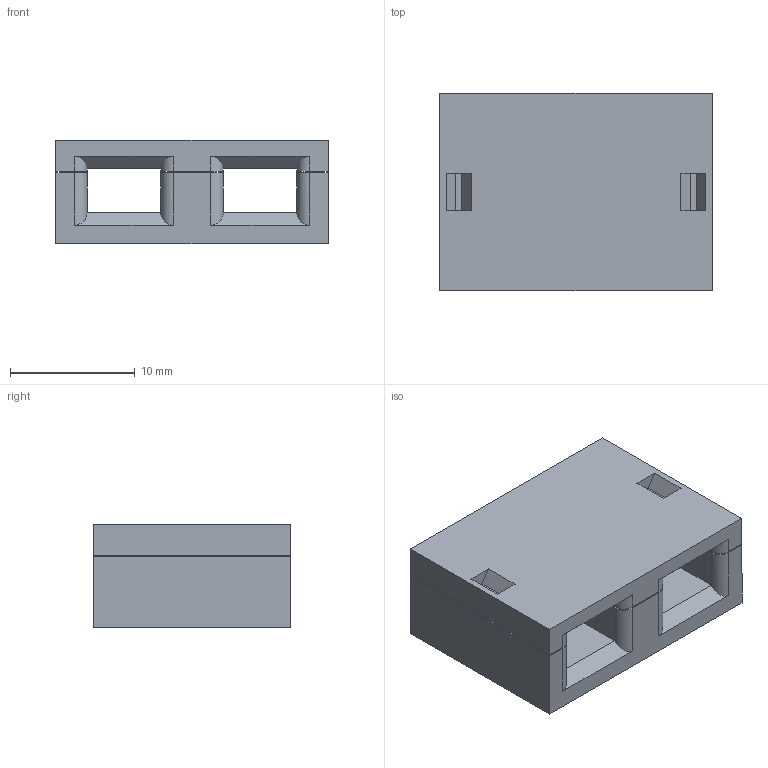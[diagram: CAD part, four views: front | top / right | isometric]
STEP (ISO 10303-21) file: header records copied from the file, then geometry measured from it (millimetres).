
FILE_DESCRIPTION(('Open CASCADE Model'),'2;1');
FILE_NAME('Open CASCADE Shape Model','2010-04-26T09:24:14',('Author'),( 'Open CASCADE'),'Open CASCADE STEP processor 6.3','Open CASCADE 6.3' ,'Unknown');
FILE_SCHEMA(('AUTOMOTIVE_DESIGN_CC2 { 1 2 10303 214 -1 1 5 4 }'));
Length unit declared in the file: millimetre
Products named in the file (3): Open CASCADE STEP translator 6.3 2; Open CASCADE STEP translator 6.3 2.1; Open CASCADE STEP translator 6.3 2.2
Assembly tree (2 placements, depth 2):
  Open CASCADE STEP translator 6.3 2
    Open CASCADE STEP translator 6.3 2.1
    Open CASCADE STEP translator 6.3 2.2
Bounding box: 21.8 x 15.8 x 8.3 mm (x, y, z)
Volume: 2141.9 mm3; surface area: 2116.1 mm2
Topology: 2 solids, 2 shells, 72 faces, 176 edges, 112 vertices
Faces by surface type: plane 56, cylinder 16
Entity records: 5368 total; most frequent: CARTESIAN_POINT 1891, DIRECTION 614, LINE 400, VECTOR 400, ORIENTED_EDGE 352, PCURVE 352, DEFINITIONAL_REPRESENTATION 352, EDGE_CURVE 176
